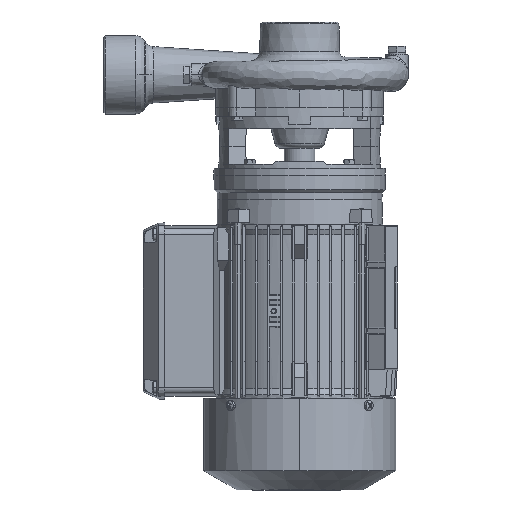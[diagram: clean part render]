
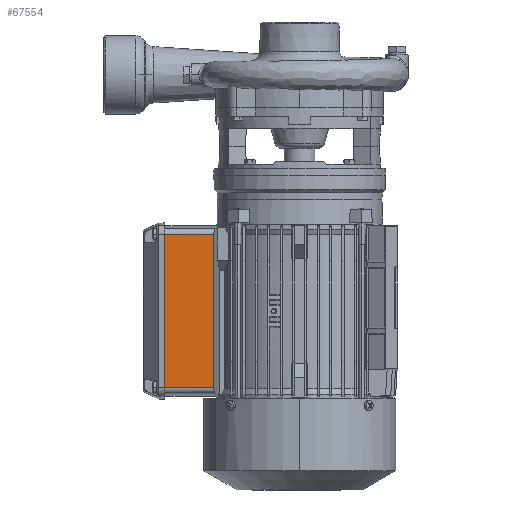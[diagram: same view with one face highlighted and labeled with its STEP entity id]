
A CAD part, left-side view. The second image highlights one B-rep face of the part: STEP entity #67554.
In plain terms, the highlighted planar face has unit normal (-1, 0, 0).
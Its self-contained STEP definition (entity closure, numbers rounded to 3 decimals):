
#3701 = VECTOR ( 'NONE', #65100, 1000. ) ;
#4554 = DIRECTION ( 'NONE',  ( 0., 1., 0. ) ) ;
#7055 = LINE ( 'NONE', #79639, #60241 ) ;
#11548 = EDGE_CURVE ( 'NONE', #84084, #77113, #70016, .T. ) ;
#18196 = CARTESIAN_POINT ( 'NONE',  ( -47.5, 112., 6.1 ) ) ;
#18424 = CARTESIAN_POINT ( 'NONE',  ( -47.5, 112., -0.15 ) ) ;
#19151 = FACE_OUTER_BOUND ( 'NONE', #45089, .T. ) ;
#25965 = ORIENTED_EDGE ( 'NONE', *, *, #31706, .T. ) ;
#26291 = DIRECTION ( 'NONE',  ( 0., 1., 0. ) ) ;
#27238 = PLANE ( 'NONE',  #28416 ) ;
#28416 = AXIS2_PLACEMENT_3D ( 'NONE', #18196, #69300, #26291 ) ;
#29515 = LINE ( 'NONE', #58652, #44654 ) ;
#31706 = EDGE_CURVE ( 'NONE', #77113, #32984, #29515, .T. ) ;
#32984 = VERTEX_POINT ( 'NONE', #60748 ) ;
#34814 = EDGE_CURVE ( 'NONE', #71364, #32984, #43102, .T. ) ;
#35480 = CARTESIAN_POINT ( 'NONE',  ( -47.5, 110., -125.15 ) ) ;
#35710 = DIRECTION ( 'NONE',  ( 0., 0., -1. ) ) ;
#36684 = EDGE_CURVE ( 'NONE', #84084, #71364, #7055, .T. ) ;
#43102 = LINE ( 'NONE', #35480, #3701 ) ;
#44309 = DIRECTION ( 'NONE',  ( 0., 0., -1. ) ) ;
#44654 = VECTOR ( 'NONE', #44309, 1000. ) ;
#45089 = EDGE_LOOP ( 'NONE', ( #63672, #64372, #82563, #25965 ) ) ;
#57627 = CARTESIAN_POINT ( 'NONE',  ( -47.5, 70., -125.15 ) ) ;
#58652 = CARTESIAN_POINT ( 'NONE',  ( -47.5, 110., 16.55 ) ) ;
#60241 = VECTOR ( 'NONE', #35710, 1000. ) ;
#60748 = CARTESIAN_POINT ( 'NONE',  ( -47.5, 110., -125.15 ) ) ;
#63672 = ORIENTED_EDGE ( 'NONE', *, *, #34814, .F. ) ;
#64372 = ORIENTED_EDGE ( 'NONE', *, *, #36684, .F. ) ;
#65100 = DIRECTION ( 'NONE',  ( 0., 1., 0. ) ) ;
#67554 = ADVANCED_FACE ( 'NONE', ( #19151 ), #27238, .T. ) ;
#69300 = DIRECTION ( 'NONE',  ( -1., 0., 0. ) ) ;
#70016 = LINE ( 'NONE', #18424, #78559 ) ;
#71364 = VERTEX_POINT ( 'NONE', #57627 ) ;
#71444 = CARTESIAN_POINT ( 'NONE',  ( -47.5, 70., -0.15 ) ) ;
#77113 = VERTEX_POINT ( 'NONE', #83427 ) ;
#78559 = VECTOR ( 'NONE', #4554, 1000. ) ;
#79639 = CARTESIAN_POINT ( 'NONE',  ( -47.5, 70., 20.751 ) ) ;
#82563 = ORIENTED_EDGE ( 'NONE', *, *, #11548, .T. ) ;
#83427 = CARTESIAN_POINT ( 'NONE',  ( -47.5, 110., -0.15 ) ) ;
#84084 = VERTEX_POINT ( 'NONE', #71444 ) ;
